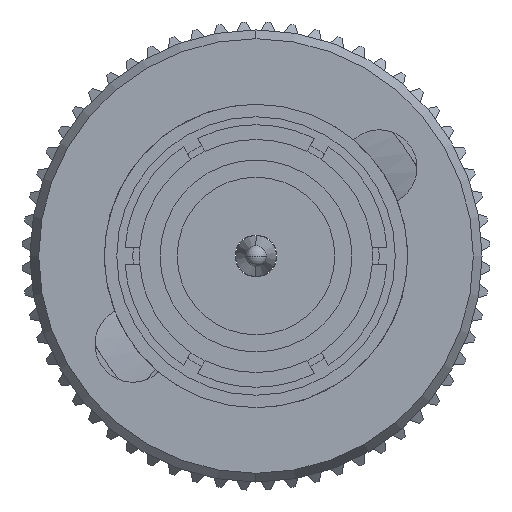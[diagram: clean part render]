
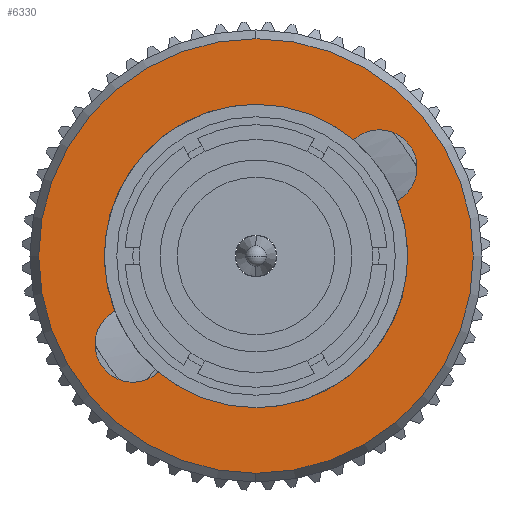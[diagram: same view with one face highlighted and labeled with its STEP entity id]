
A CAD part, left-side view. The second image highlights one B-rep face of the part: STEP entity #6330.
In plain terms, the highlighted planar face has unit normal (-1, 0, 0).
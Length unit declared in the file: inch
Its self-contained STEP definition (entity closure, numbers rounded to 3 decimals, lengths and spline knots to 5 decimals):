
#59 = CARTESIAN_POINT ( 'NONE',  ( 0.33873, 0., -0.26493 ) ) ;
#132 = ORIENTED_EDGE ( 'NONE', *, *, #9057, .F. ) ;
#286 = CARTESIAN_POINT ( 'NONE',  ( 0.33873, -0.11901, 0.14157 ) ) ;
#313 = EDGE_LOOP ( 'NONE', ( #9964, #2294 ) ) ;
#366 = EDGE_CURVE ( 'NONE', #6077, #8781, #746, .T. ) ;
#480 = AXIS2_PLACEMENT_3D ( 'NONE', #12663, #4271, #7405 ) ;
#618 = CARTESIAN_POINT ( 'NONE',  ( 0.33873, 0., 0. ) ) ;
#626 = CARTESIAN_POINT ( 'NONE',  ( 0.33873, 0., 0. ) ) ;
#746 = CIRCLE ( 'NONE', #9642, 0.18494 ) ;
#946 = CARTESIAN_POINT ( 'NONE',  ( 0.33873, 0., 0.26493 ) ) ;
#1164 = CARTESIAN_POINT ( 'NONE',  ( 0.33873, 0., 0. ) ) ;
#1445 = DIRECTION ( 'NONE',  ( -1., 0., 0. ) ) ;
#1699 = CIRCLE ( 'NONE', #5486, 0.18494 ) ;
#2102 = DIRECTION ( 'NONE',  ( -1., 0., 0. ) ) ;
#2294 = ORIENTED_EDGE ( 'NONE', *, *, #3644, .T. ) ;
#2301 = AXIS2_PLACEMENT_3D ( 'NONE', #1164, #13673, #4099 ) ;
#2318 = EDGE_CURVE ( 'NONE', #3956, #13200, #2468, .T. ) ;
#2345 = CIRCLE ( 'NONE', #5931, 0.18494 ) ;
#2444 = ORIENTED_EDGE ( 'NONE', *, *, #366, .F. ) ;
#2447 = AXIS2_PLACEMENT_3D ( 'NONE', #8974, #13102, #12046 ) ;
#2468 = CIRCLE ( 'NONE', #4266, 0.046 ) ;
#2560 = AXIS2_PLACEMENT_3D ( 'NONE', #4436, #9859, #9659 ) ;
#2983 = VERTEX_POINT ( 'NONE', #946 ) ;
#3597 = FACE_OUTER_BOUND ( 'NONE', #313, .T. ) ;
#3644 = EDGE_CURVE ( 'NONE', #2983, #11420, #11251, .T. ) ;
#3744 = FACE_BOUND ( 'NONE', #9584, .T. ) ;
#3908 = CIRCLE ( 'NONE', #2560, 0.046 ) ;
#3917 = AXIS2_PLACEMENT_3D ( 'NONE', #626, #13602, #8287 ) ;
#3956 = VERTEX_POINT ( 'NONE', #11336 ) ;
#4090 = DIRECTION ( 'NONE',  ( -1., 0., 0. ) ) ;
#4099 = DIRECTION ( 'NONE',  ( 0., 0., 1. ) ) ;
#4144 = CARTESIAN_POINT ( 'NONE',  ( 0.33873, 0., 0. ) ) ;
#4266 = AXIS2_PLACEMENT_3D ( 'NONE', #6633, #2102, #6362 ) ;
#4271 = DIRECTION ( 'NONE',  ( -1., 0., 0. ) ) ;
#4436 = CARTESIAN_POINT ( 'NONE',  ( 0.33873, 0.15026, -0.10782 ) ) ;
#4455 = ORIENTED_EDGE ( 'NONE', *, *, #2318, .F. ) ;
#4585 = EDGE_CURVE ( 'NONE', #11420, #2983, #12114, .T. ) ;
#4659 = DIRECTION ( 'NONE',  ( 0., 0., -1. ) ) ;
#4996 = DIRECTION ( 'NONE',  ( 0., 0., -1. ) ) ;
#5061 = DIRECTION ( 'NONE',  ( -1., 0., 0. ) ) ;
#5300 = CARTESIAN_POINT ( 'NONE',  ( 0.33873, 0.17222, -0.0674 ) ) ;
#5407 = ORIENTED_EDGE ( 'NONE', *, *, #11897, .F. ) ;
#5486 = AXIS2_PLACEMENT_3D ( 'NONE', #618, #10305, #6961 ) ;
#5931 = AXIS2_PLACEMENT_3D ( 'NONE', #6475, #1445, #4659 ) ;
#6077 = VERTEX_POINT ( 'NONE', #10097 ) ;
#6330 = ADVANCED_FACE ( 'NONE', ( #3597, #3744 ), #13321, .F. ) ;
#6362 = DIRECTION ( 'NONE',  ( 0., 0., -1. ) ) ;
#6399 = ORIENTED_EDGE ( 'NONE', *, *, #8698, .F. ) ;
#6475 = CARTESIAN_POINT ( 'NONE',  ( 0.33873, 0., 0. ) ) ;
#6633 = CARTESIAN_POINT ( 'NONE',  ( 0.33873, -0.15026, 0.10782 ) ) ;
#6689 = CIRCLE ( 'NONE', #9582, 0.046 ) ;
#6734 = ORIENTED_EDGE ( 'NONE', *, *, #12906, .F. ) ;
#6961 = DIRECTION ( 'NONE',  ( 0., 0., -1. ) ) ;
#7159 = CIRCLE ( 'NONE', #480, 0.18494 ) ;
#7405 = DIRECTION ( 'NONE',  ( 0., 0., -1. ) ) ;
#7743 = CARTESIAN_POINT ( 'NONE',  ( 0.33873, 0.11901, -0.14157 ) ) ;
#8286 = VERTEX_POINT ( 'NONE', #7743 ) ;
#8287 = DIRECTION ( 'NONE',  ( 0., 0., 1. ) ) ;
#8396 = CARTESIAN_POINT ( 'NONE',  ( 0.33873, 0., 0.18494 ) ) ;
#8465 = VERTEX_POINT ( 'NONE', #5300 ) ;
#8584 = EDGE_CURVE ( 'NONE', #13200, #11065, #2345, .T. ) ;
#8698 = EDGE_CURVE ( 'NONE', #11065, #8465, #1699, .T. ) ;
#8781 = VERTEX_POINT ( 'NONE', #12129 ) ;
#8974 = CARTESIAN_POINT ( 'NONE',  ( 0.33873, 0., -0.26493 ) ) ;
#9057 = EDGE_CURVE ( 'NONE', #8465, #8286, #3908, .T. ) ;
#9582 = AXIS2_PLACEMENT_3D ( 'NONE', #13664, #4090, #11547 ) ;
#9584 = EDGE_LOOP ( 'NONE', ( #10723, #4455, #5407, #2444, #6734, #132, #6399 ) ) ;
#9642 = AXIS2_PLACEMENT_3D ( 'NONE', #4144, #5061, #4996 ) ;
#9659 = DIRECTION ( 'NONE',  ( 0., 0., 1. ) ) ;
#9859 = DIRECTION ( 'NONE',  ( -1., 0., 0. ) ) ;
#9964 = ORIENTED_EDGE ( 'NONE', *, *, #4585, .T. ) ;
#10097 = CARTESIAN_POINT ( 'NONE',  ( 0.33873, 0., -0.18494 ) ) ;
#10305 = DIRECTION ( 'NONE',  ( -1., 0., 0. ) ) ;
#10723 = ORIENTED_EDGE ( 'NONE', *, *, #8584, .F. ) ;
#11065 = VERTEX_POINT ( 'NONE', #8396 ) ;
#11251 = CIRCLE ( 'NONE', #3917, 0.26493 ) ;
#11336 = CARTESIAN_POINT ( 'NONE',  ( 0.33873, -0.15026, 0.15382 ) ) ;
#11420 = VERTEX_POINT ( 'NONE', #59 ) ;
#11547 = DIRECTION ( 'NONE',  ( 0., 0., -1. ) ) ;
#11897 = EDGE_CURVE ( 'NONE', #8781, #3956, #6689, .T. ) ;
#12046 = DIRECTION ( 'NONE',  ( 0., 0., -1. ) ) ;
#12114 = CIRCLE ( 'NONE', #2301, 0.26493 ) ;
#12129 = CARTESIAN_POINT ( 'NONE',  ( 0.33873, -0.17222, 0.0674 ) ) ;
#12663 = CARTESIAN_POINT ( 'NONE',  ( 0.33873, 0., 0. ) ) ;
#12906 = EDGE_CURVE ( 'NONE', #8286, #6077, #7159, .T. ) ;
#13102 = DIRECTION ( 'NONE',  ( 1., 0., 0. ) ) ;
#13200 = VERTEX_POINT ( 'NONE', #286 ) ;
#13321 = PLANE ( 'NONE',  #2447 ) ;
#13602 = DIRECTION ( 'NONE',  ( -1., 0., 0. ) ) ;
#13664 = CARTESIAN_POINT ( 'NONE',  ( 0.33873, -0.15026, 0.10782 ) ) ;
#13673 = DIRECTION ( 'NONE',  ( -1., 0., 0. ) ) ;
